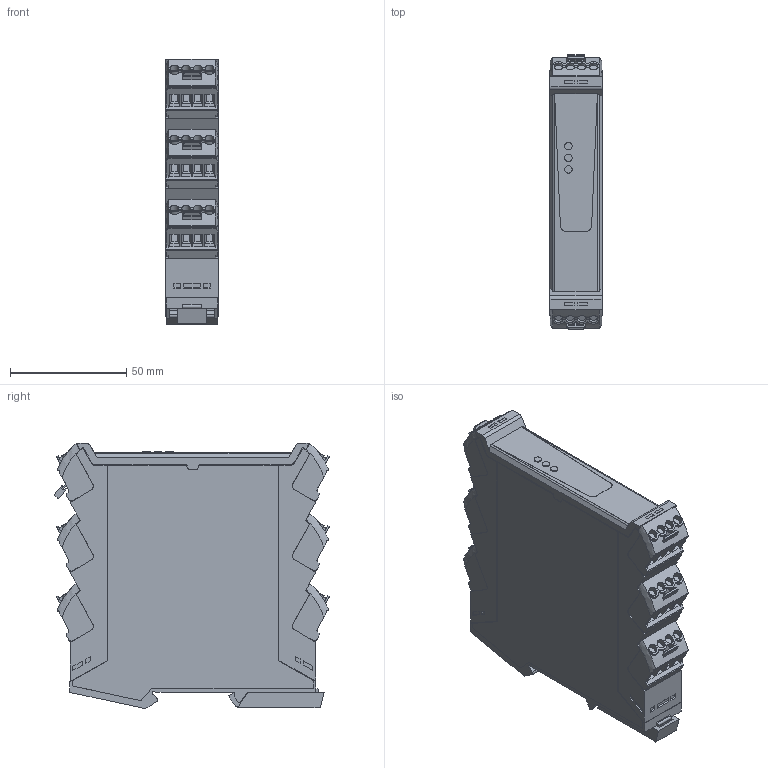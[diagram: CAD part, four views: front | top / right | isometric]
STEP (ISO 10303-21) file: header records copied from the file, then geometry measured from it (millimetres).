
FILE_DESCRIPTION(('CATIA V5 STEP Exchange','CAx-IF Rec.Pracs.--- Model Styling and Organization---1.4--- 2014-01-23'),'2;1');
FILE_NAME ('7891974_10_1319280000_S3D_SCS_24VDC_P2SIL3ES.stp','2021-03-16T12:39:40+00:00',('none'),('Weidmueller'),'CATIA Version 5-6 Release 2016 SP3 HF44','CATIA V5 STEP AP214','none');
FILE_SCHEMA(('AUTOMOTIVE_DESIGN { 1 0 10303 214 1 1 1 1 }'));
Length unit declared in the file: millimetre
Products named in the file (1): S3D_SCS_24VDC_P2SIL3ES
Bounding box: 22.5 x 118 x 114.02 mm (x, y, z)
Volume: 254195 mm3; surface area: 52882 mm2
Topology: 10 solids, 10 shells, 1356 faces, 4168 edges, 2855 vertices
Faces by surface type: plane 970, cylinder 330, extrusion 32, revolution 24
Entity records: 47100 total; most frequent: CARTESIAN_POINT 11210, ORIENTED_EDGE 8336, DIRECTION 5340, EDGE_CURVE 4168, VECTOR 2909, LINE 2877, VERTEX_POINT 2855, AXIS2_PLACEMENT_3D 1519
